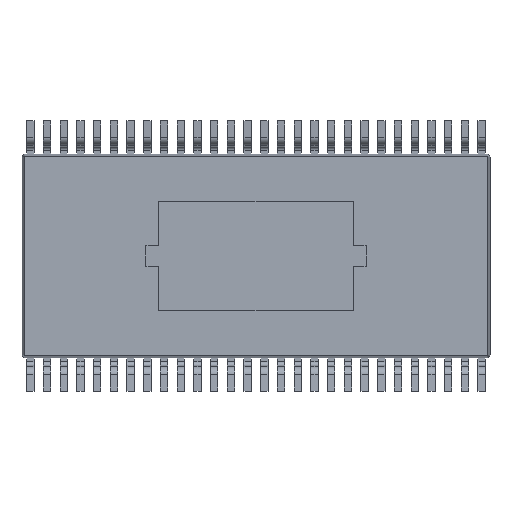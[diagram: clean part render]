
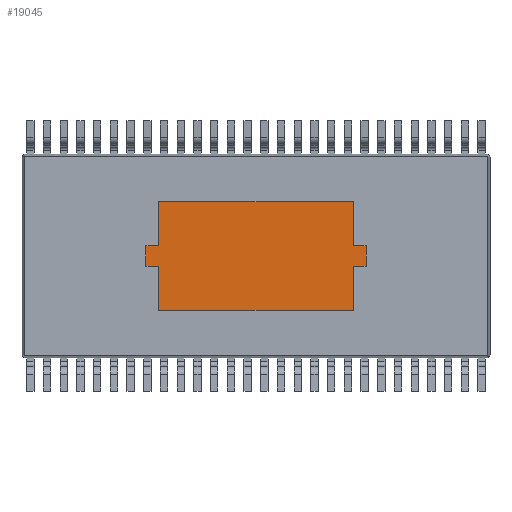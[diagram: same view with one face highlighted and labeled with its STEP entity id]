
A CAD part, front view. The second image highlights one B-rep face of the part: STEP entity #19045.
In plain terms, the highlighted planar face has unit normal (0, -1, 0).
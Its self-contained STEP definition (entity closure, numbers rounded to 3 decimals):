
#28 = CARTESIAN_POINT ( 'NONE',  ( -2.912, -0.525, 1.617 ) ) ;
#286 = VERTEX_POINT ( 'NONE', #18223 ) ;
#811 = EDGE_CURVE ( 'NONE', #6873, #15356, #23023, .T. ) ;
#1875 = DIRECTION ( 'NONE',  ( 1., 0., 0. ) ) ;
#2979 = VECTOR ( 'NONE', #14892, 1000. ) ;
#3446 = LINE ( 'NONE', #25560, #22568 ) ;
#3548 = VERTEX_POINT ( 'NONE', #7474 ) ;
#3588 = DIRECTION ( 'NONE',  ( -1., 0., 0. ) ) ;
#3658 = EDGE_CURVE ( 'NONE', #13559, #18967, #11517, .T. ) ;
#3775 = VECTOR ( 'NONE', #3934, 1000. ) ;
#3934 = DIRECTION ( 'NONE',  ( -1., 0., 0. ) ) ;
#4037 = ORIENTED_EDGE ( 'NONE', *, *, #811, .T. ) ;
#4714 = EDGE_CURVE ( 'NONE', #20237, #286, #19975, .T. ) ;
#4868 = ORIENTED_EDGE ( 'NONE', *, *, #3658, .T. ) ;
#4893 = ORIENTED_EDGE ( 'NONE', *, *, #6745, .T. ) ;
#5116 = CARTESIAN_POINT ( 'NONE',  ( 2.912, -0.525, -1.617 ) ) ;
#5556 = EDGE_CURVE ( 'NONE', #15356, #21629, #14093, .T. ) ;
#5774 = CARTESIAN_POINT ( 'NONE',  ( -3.292, -0.525, 0.3 ) ) ;
#5899 = CARTESIAN_POINT ( 'NONE',  ( 3.293, -0.525, 0.3 ) ) ;
#5984 = VECTOR ( 'NONE', #20862, 1000. ) ;
#6190 = VERTEX_POINT ( 'NONE', #12538 ) ;
#6228 = VECTOR ( 'NONE', #11805, 1000. ) ;
#6417 = LINE ( 'NONE', #17518, #11405 ) ;
#6506 = EDGE_CURVE ( 'NONE', #7297, #6190, #14969, .T. ) ;
#6577 = CARTESIAN_POINT ( 'NONE',  ( 3.293, -0.525, 0.3 ) ) ;
#6582 = DIRECTION ( 'NONE',  ( 0., 0., -1. ) ) ;
#6727 = ORIENTED_EDGE ( 'NONE', *, *, #4714, .T. ) ;
#6745 = EDGE_CURVE ( 'NONE', #6190, #13559, #9003, .T. ) ;
#6813 = LINE ( 'NONE', #9798, #18692 ) ;
#6873 = VERTEX_POINT ( 'NONE', #10939 ) ;
#7297 = VERTEX_POINT ( 'NONE', #18623 ) ;
#7344 = ORIENTED_EDGE ( 'NONE', *, *, #5556, .T. ) ;
#7474 = CARTESIAN_POINT ( 'NONE',  ( -2.912, -0.525, 0.3 ) ) ;
#7622 = ORIENTED_EDGE ( 'NONE', *, *, #6506, .T. ) ;
#7623 = FACE_OUTER_BOUND ( 'NONE', #23301, .T. ) ;
#7798 = DIRECTION ( 'NONE',  ( 0., 0., -1. ) ) ;
#8647 = ORIENTED_EDGE ( 'NONE', *, *, #14638, .T. ) ;
#9003 = LINE ( 'NONE', #14620, #14939 ) ;
#9134 = ORIENTED_EDGE ( 'NONE', *, *, #23076, .T. ) ;
#9798 = CARTESIAN_POINT ( 'NONE',  ( -2.912, -0.525, -0.3 ) ) ;
#10276 = CARTESIAN_POINT ( 'NONE',  ( -2.912, -0.525, -1.617 ) ) ;
#10627 = CARTESIAN_POINT ( 'NONE',  ( -2.912, -0.525, -1.617 ) ) ;
#10759 = CARTESIAN_POINT ( 'NONE',  ( -3.292, -0.525, -0.3 ) ) ;
#10939 = CARTESIAN_POINT ( 'NONE',  ( -3.292, -0.525, 0.3 ) ) ;
#10997 = CARTESIAN_POINT ( 'NONE',  ( -3.292, -0.525, -0.3 ) ) ;
#11405 = VECTOR ( 'NONE', #17605, 1000. ) ;
#11424 = EDGE_CURVE ( 'NONE', #21629, #20237, #6813, .T. ) ;
#11517 = LINE ( 'NONE', #5899, #6228 ) ;
#11600 = CARTESIAN_POINT ( 'NONE',  ( -2.912, -0.525, 0.3 ) ) ;
#11805 = DIRECTION ( 'NONE',  ( -1., 0., 0. ) ) ;
#11885 = CARTESIAN_POINT ( 'NONE',  ( 2.912, -0.525, 0.3 ) ) ;
#12477 = EDGE_CURVE ( 'NONE', #18967, #24883, #6417, .T. ) ;
#12538 = CARTESIAN_POINT ( 'NONE',  ( 3.293, -0.525, -0.3 ) ) ;
#12555 = CARTESIAN_POINT ( 'NONE',  ( -2.912, -0.525, -0.3 ) ) ;
#13559 = VERTEX_POINT ( 'NONE', #6577 ) ;
#13683 = AXIS2_PLACEMENT_3D ( 'NONE', #17755, #19818, #7798 ) ;
#13746 = PLANE ( 'NONE',  #13683 ) ;
#13760 = LINE ( 'NONE', #11600, #3775 ) ;
#14093 = LINE ( 'NONE', #10759, #5984 ) ;
#14556 = DIRECTION ( 'NONE',  ( 1., 0., 0. ) ) ;
#14610 = VECTOR ( 'NONE', #14556, 1000. ) ;
#14620 = CARTESIAN_POINT ( 'NONE',  ( 3.293, -0.525, -0.3 ) ) ;
#14638 = EDGE_CURVE ( 'NONE', #15599, #3548, #21659, .T. ) ;
#14717 = DIRECTION ( 'NONE',  ( 0., 0., 1. ) ) ;
#14892 = DIRECTION ( 'NONE',  ( 0., 0., 1. ) ) ;
#14939 = VECTOR ( 'NONE', #14717, 1000. ) ;
#14969 = LINE ( 'NONE', #25891, #17163 ) ;
#15356 = VERTEX_POINT ( 'NONE', #10997 ) ;
#15599 = VERTEX_POINT ( 'NONE', #17542 ) ;
#15709 = ORIENTED_EDGE ( 'NONE', *, *, #18676, .T. ) ;
#15747 = EDGE_CURVE ( 'NONE', #24883, #15599, #3446, .T. ) ;
#16056 = CARTESIAN_POINT ( 'NONE',  ( 2.912, -0.525, 1.617 ) ) ;
#17049 = ORIENTED_EDGE ( 'NONE', *, *, #11424, .T. ) ;
#17163 = VECTOR ( 'NONE', #1875, 1000. ) ;
#17518 = CARTESIAN_POINT ( 'NONE',  ( 2.912, -0.525, 0.3 ) ) ;
#17542 = CARTESIAN_POINT ( 'NONE',  ( -2.912, -0.525, 1.617 ) ) ;
#17605 = DIRECTION ( 'NONE',  ( 0., 0., 1. ) ) ;
#17638 = VECTOR ( 'NONE', #19875, 1000. ) ;
#17652 = ORIENTED_EDGE ( 'NONE', *, *, #12477, .T. ) ;
#17755 = CARTESIAN_POINT ( 'NONE',  ( 0., -0.525, 0. ) ) ;
#18223 = CARTESIAN_POINT ( 'NONE',  ( 2.912, -0.525, -1.617 ) ) ;
#18623 = CARTESIAN_POINT ( 'NONE',  ( 2.912, -0.525, -0.3 ) ) ;
#18676 = EDGE_CURVE ( 'NONE', #286, #7297, #25203, .T. ) ;
#18692 = VECTOR ( 'NONE', #6582, 1000. ) ;
#18967 = VERTEX_POINT ( 'NONE', #11885 ) ;
#19045 = ADVANCED_FACE ( 'NONE', ( #7623 ), #13746, .T. ) ;
#19818 = DIRECTION ( 'NONE',  ( 0., -1., 0. ) ) ;
#19875 = DIRECTION ( 'NONE',  ( 0., 0., -1. ) ) ;
#19975 = LINE ( 'NONE', #10627, #14610 ) ;
#20195 = DIRECTION ( 'NONE',  ( 0., 0., -1. ) ) ;
#20237 = VERTEX_POINT ( 'NONE', #10276 ) ;
#20862 = DIRECTION ( 'NONE',  ( 1., 0., 0. ) ) ;
#21629 = VERTEX_POINT ( 'NONE', #12555 ) ;
#21659 = LINE ( 'NONE', #28, #23826 ) ;
#22568 = VECTOR ( 'NONE', #3588, 1000. ) ;
#23023 = LINE ( 'NONE', #5774, #17638 ) ;
#23076 = EDGE_CURVE ( 'NONE', #3548, #6873, #13760, .T. ) ;
#23301 = EDGE_LOOP ( 'NONE', ( #25909, #8647, #9134, #4037, #7344, #17049, #6727, #15709, #7622, #4893, #4868, #17652 ) ) ;
#23826 = VECTOR ( 'NONE', #20195, 1000. ) ;
#24883 = VERTEX_POINT ( 'NONE', #16056 ) ;
#25203 = LINE ( 'NONE', #5116, #2979 ) ;
#25560 = CARTESIAN_POINT ( 'NONE',  ( 2.912, -0.525, 1.617 ) ) ;
#25891 = CARTESIAN_POINT ( 'NONE',  ( 2.912, -0.525, -0.3 ) ) ;
#25909 = ORIENTED_EDGE ( 'NONE', *, *, #15747, .T. ) ;
